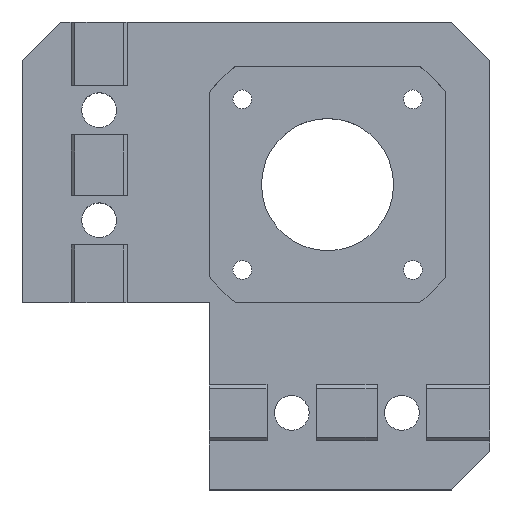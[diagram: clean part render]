
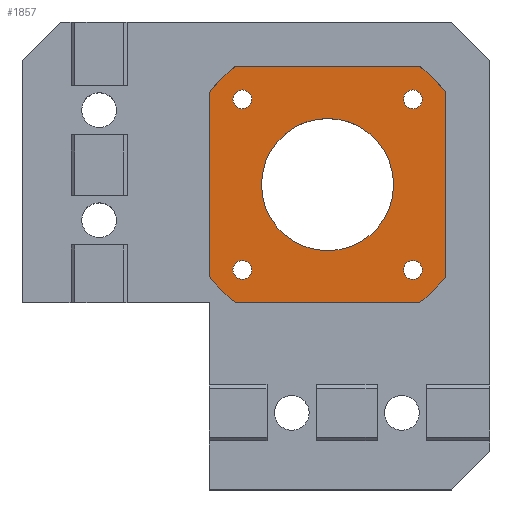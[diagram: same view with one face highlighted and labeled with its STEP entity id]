
A CAD part, top view. The second image highlights one B-rep face of the part: STEP entity #1857.
In plain terms, the highlighted planar face has unit normal (0, 0, 1).
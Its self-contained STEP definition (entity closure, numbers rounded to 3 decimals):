
#58=FACE_BOUND('',#293,.T.);
#59=FACE_BOUND('',#294,.T.);
#60=FACE_BOUND('',#295,.T.);
#61=FACE_BOUND('',#296,.T.);
#62=FACE_BOUND('',#297,.T.);
#88=CIRCLE('',#1984,27.25);
#89=CIRCLE('',#1987,27.25);
#90=CIRCLE('',#1990,27.25);
#91=CIRCLE('',#1993,27.25);
#97=CIRCLE('',#2008,1.7);
#98=CIRCLE('',#2009,1.7);
#99=CIRCLE('',#2010,1.7);
#100=CIRCLE('',#2011,1.7);
#101=CIRCLE('',#2012,12.);
#179=FACE_OUTER_BOUND('',#292,.T.);
#292=EDGE_LOOP('',(#1535,#1536,#1537,#1538,#1539,#1540,#1541,#1542));
#293=EDGE_LOOP('',(#1543));
#294=EDGE_LOOP('',(#1544));
#295=EDGE_LOOP('',(#1545));
#296=EDGE_LOOP('',(#1546));
#297=EDGE_LOOP('',(#1547));
#491=LINE('',#2912,#697);
#494=LINE('',#2920,#700);
#497=LINE('',#2928,#703);
#500=LINE('',#2936,#706);
#697=VECTOR('',#2370,10.);
#700=VECTOR('',#2379,10.);
#703=VECTOR('',#2388,10.);
#706=VECTOR('',#2397,10.);
#871=VERTEX_POINT('',#2909);
#872=VERTEX_POINT('',#2911);
#873=VERTEX_POINT('',#2915);
#874=VERTEX_POINT('',#2919);
#875=VERTEX_POINT('',#2923);
#876=VERTEX_POINT('',#2927);
#877=VERTEX_POINT('',#2931);
#878=VERTEX_POINT('',#2935);
#884=VERTEX_POINT('',#2966);
#885=VERTEX_POINT('',#2968);
#886=VERTEX_POINT('',#2970);
#887=VERTEX_POINT('',#2972);
#888=VERTEX_POINT('',#2974);
#1089=EDGE_CURVE('',#871,#872,#491,.T.);
#1091=EDGE_CURVE('',#872,#873,#88,.T.);
#1093=EDGE_CURVE('',#873,#874,#494,.T.);
#1095=EDGE_CURVE('',#874,#875,#89,.T.);
#1097=EDGE_CURVE('',#875,#876,#497,.T.);
#1099=EDGE_CURVE('',#876,#877,#90,.T.);
#1101=EDGE_CURVE('',#877,#878,#500,.T.);
#1103=EDGE_CURVE('',#878,#871,#91,.T.);
#1116=EDGE_CURVE('',#884,#884,#97,.T.);
#1117=EDGE_CURVE('',#885,#885,#98,.T.);
#1118=EDGE_CURVE('',#886,#886,#99,.T.);
#1119=EDGE_CURVE('',#887,#887,#100,.T.);
#1120=EDGE_CURVE('',#888,#888,#101,.T.);
#1535=ORIENTED_EDGE('',*,*,#1091,.F.);
#1536=ORIENTED_EDGE('',*,*,#1089,.F.);
#1537=ORIENTED_EDGE('',*,*,#1103,.F.);
#1538=ORIENTED_EDGE('',*,*,#1101,.F.);
#1539=ORIENTED_EDGE('',*,*,#1099,.F.);
#1540=ORIENTED_EDGE('',*,*,#1097,.F.);
#1541=ORIENTED_EDGE('',*,*,#1095,.F.);
#1542=ORIENTED_EDGE('',*,*,#1093,.F.);
#1543=ORIENTED_EDGE('',*,*,#1116,.T.);
#1544=ORIENTED_EDGE('',*,*,#1117,.T.);
#1545=ORIENTED_EDGE('',*,*,#1118,.T.);
#1546=ORIENTED_EDGE('',*,*,#1119,.T.);
#1547=ORIENTED_EDGE('',*,*,#1120,.F.);
#1701=PLANE('',#2007);
#1857=ADVANCED_FACE('',(#179,#58,#59,#60,#61,#62),#1701,.F.);
#1984=AXIS2_PLACEMENT_3D('',#2916,#2374,#2375);
#1987=AXIS2_PLACEMENT_3D('',#2924,#2383,#2384);
#1990=AXIS2_PLACEMENT_3D('',#2932,#2392,#2393);
#1993=AXIS2_PLACEMENT_3D('',#2939,#2401,#2402);
#2007=AXIS2_PLACEMENT_3D('',#2965,#2436,#2437);
#2008=AXIS2_PLACEMENT_3D('',#2967,#2438,#2439);
#2009=AXIS2_PLACEMENT_3D('',#2969,#2440,#2441);
#2010=AXIS2_PLACEMENT_3D('',#2971,#2442,#2443);
#2011=AXIS2_PLACEMENT_3D('',#2973,#2444,#2445);
#2012=AXIS2_PLACEMENT_3D('',#2975,#2446,#2447);
#2370=DIRECTION('',(1.,0.,0.));
#2374=DIRECTION('center_axis',(0.,0.,-1.));
#2375=DIRECTION('ref_axis',(0.614,0.789,0.));
#2379=DIRECTION('',(0.,-1.,0.));
#2383=DIRECTION('center_axis',(0.,0.,-1.));
#2384=DIRECTION('ref_axis',(0.789,-0.614,0.));
#2388=DIRECTION('',(-1.,0.,0.));
#2392=DIRECTION('center_axis',(0.,0.,-1.));
#2393=DIRECTION('ref_axis',(-0.614,-0.789,0.));
#2397=DIRECTION('',(0.,1.,0.));
#2401=DIRECTION('center_axis',(0.,0.,-1.));
#2402=DIRECTION('ref_axis',(-0.789,0.614,0.));
#2436=DIRECTION('center_axis',(0.,0.,-1.));
#2437=DIRECTION('ref_axis',(0.,1.,0.));
#2438=DIRECTION('center_axis',(0.,0.,-1.));
#2439=DIRECTION('ref_axis',(0.,-1.,0.));
#2440=DIRECTION('center_axis',(0.,0.,-1.));
#2441=DIRECTION('ref_axis',(0.,-1.,0.));
#2442=DIRECTION('center_axis',(0.,0.,-1.));
#2443=DIRECTION('ref_axis',(0.,-1.,0.));
#2444=DIRECTION('center_axis',(0.,0.,-1.));
#2445=DIRECTION('ref_axis',(0.,-1.,0.));
#2446=DIRECTION('center_axis',(0.,0.,1.));
#2447=DIRECTION('ref_axis',(0.,1.,0.));
#2909=CARTESIAN_POINT('',(-16.743,21.5,5.));
#2911=CARTESIAN_POINT('',(16.743,21.5,5.));
#2912=CARTESIAN_POINT('',(-21.5,21.5,5.));
#2915=CARTESIAN_POINT('',(21.5,16.743,5.));
#2916=CARTESIAN_POINT('Origin',(0.,0.,5.));
#2919=CARTESIAN_POINT('',(21.5,-16.743,5.));
#2920=CARTESIAN_POINT('',(21.5,21.5,5.));
#2923=CARTESIAN_POINT('',(16.743,-21.5,5.));
#2924=CARTESIAN_POINT('Origin',(0.,0.,5.));
#2927=CARTESIAN_POINT('',(-16.743,-21.5,5.));
#2928=CARTESIAN_POINT('',(21.5,-21.5,5.));
#2931=CARTESIAN_POINT('',(-21.5,-16.743,5.));
#2932=CARTESIAN_POINT('Origin',(0.,0.,5.));
#2935=CARTESIAN_POINT('',(-21.5,16.743,5.));
#2936=CARTESIAN_POINT('',(-21.5,-21.5,5.));
#2939=CARTESIAN_POINT('Origin',(0.,0.,5.));
#2965=CARTESIAN_POINT('Origin',(0.,0.,
5.));
#2966=CARTESIAN_POINT('',(-15.5,17.2,5.));
#2967=CARTESIAN_POINT('Origin',(-15.5,15.5,5.));
#2968=CARTESIAN_POINT('',(15.5,-13.8,5.));
#2969=CARTESIAN_POINT('Origin',(15.5,-15.5,5.));
#2970=CARTESIAN_POINT('',(-15.5,-13.8,5.));
#2971=CARTESIAN_POINT('Origin',(-15.5,-15.5,5.));
#2972=CARTESIAN_POINT('',(15.5,17.2,5.));
#2973=CARTESIAN_POINT('Origin',(15.5,15.5,5.));
#2974=CARTESIAN_POINT('',(0.,-12.,5.));
#2975=CARTESIAN_POINT('Origin',(0.,0.,5.));
